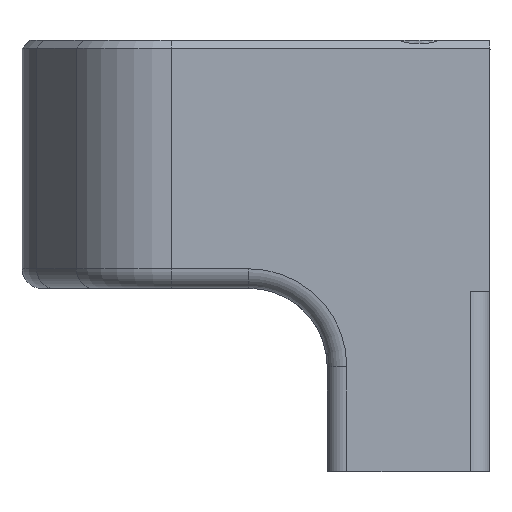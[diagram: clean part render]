
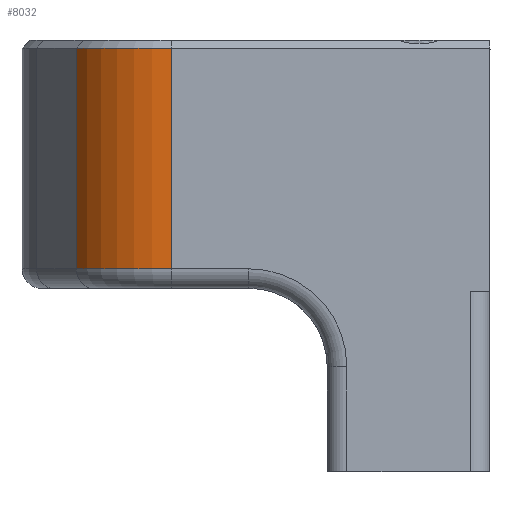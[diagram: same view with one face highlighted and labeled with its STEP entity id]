
A CAD part, front view. The second image highlights one B-rep face of the part: STEP entity #8032.
In plain terms, the highlighted cylindrical face has radius 5.6 mm (diameter 11.2 mm), a partial arc.
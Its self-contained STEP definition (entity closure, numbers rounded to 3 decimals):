
#299 = PLANE('',#300);
#300 = AXIS2_PLACEMENT_3D('',#301,#302,#303);
#301 = CARTESIAN_POINT('',(-29.1,-55.904,
    0.001));
#302 = DIRECTION('',(0.,1.,0.));
#303 = DIRECTION('',(1.,0.,0.));
#2053 = VERTEX_POINT('',#2054);
#2054 = CARTESIAN_POINT('',(-48.944,-55.904,
    10.351));
#2080 = EDGE_CURVE('',#2053,#2081,#2083,.T.);
#2081 = VERTEX_POINT('',#2082);
#2082 = CARTESIAN_POINT('',(-48.944,-55.904,
    21.601));
#2083 = SURFACE_CURVE('',#2084,(#2088,#2095),.PCURVE_S1.);
#2084 = LINE('',#2085,#2086);
#2085 = CARTESIAN_POINT('',(-48.944,-55.904,
    4.676));
#2086 = VECTOR('',#2087,1.);
#2087 = DIRECTION('',(0.,0.,1.));
#2088 = PCURVE('',#299,#2089);
#2089 = DEFINITIONAL_REPRESENTATION('',(#2090),#2094);
#2090 = LINE('',#2091,#2092);
#2091 = CARTESIAN_POINT('',(-19.844,-4.675));
#2092 = VECTOR('',#2093,1.);
#2093 = DIRECTION('',(0.,-1.));
#2094 = ( GEOMETRIC_REPRESENTATION_CONTEXT(2) 
PARAMETRIC_REPRESENTATION_CONTEXT() REPRESENTATION_CONTEXT('2D SPACE',''
  ) );
#2095 = PCURVE('',#2096,#2101);
#2096 = CYLINDRICAL_SURFACE('',#2097,5.6);
#2097 = AXIS2_PLACEMENT_3D('',#2098,#2099,#2100);
#2098 = CARTESIAN_POINT('',(-48.944,-50.304,
    4.676));
#2099 = DIRECTION('',(0.,0.,1.));
#2100 = DIRECTION('',(-0.5,-0.866,0.));
#2101 = DEFINITIONAL_REPRESENTATION('',(#2102),#2106);
#2102 = LINE('',#2103,#2104);
#2103 = CARTESIAN_POINT('',(0.524,0.));
#2104 = VECTOR('',#2105,1.);
#2105 = DIRECTION('',(0.,1.));
#2106 = ( GEOMETRIC_REPRESENTATION_CONTEXT(2) 
PARAMETRIC_REPRESENTATION_CONTEXT() REPRESENTATION_CONTEXT('2D SPACE',''
  ) );
#6203 = CONICAL_SURFACE('',#6204,5.4,0.785);
#6204 = AXIS2_PLACEMENT_3D('',#6205,#6206,#6207);
#6205 = CARTESIAN_POINT('',(-48.944,-50.304,
    21.801));
#6206 = DIRECTION('',(0.,0.,-1.));
#6207 = DIRECTION('',(-0.5,-0.866,0.));
#8032 = ADVANCED_FACE('',(#8033),#2096,.T.);
#8033 = FACE_BOUND('',#8034,.T.);
#8034 = EDGE_LOOP('',(#8035,#8064,#8065,#8089));
#8035 = ORIENTED_EDGE('',*,*,#8036,.F.);
#8036 = EDGE_CURVE('',#2053,#8037,#8039,.T.);
#8037 = VERTEX_POINT('',#8038);
#8038 = CARTESIAN_POINT('',(-53.794,-53.104,
    10.351));
#8039 = SURFACE_CURVE('',#8040,(#8045,#8052),.PCURVE_S1.);
#8040 = CIRCLE('',#8041,5.6);
#8041 = AXIS2_PLACEMENT_3D('',#8042,#8043,#8044);
#8042 = CARTESIAN_POINT('',(-48.944,-50.304,
    10.351));
#8043 = DIRECTION('',(0.,0.,-1.));
#8044 = DIRECTION('',(-0.5,-0.866,0.));
#8045 = PCURVE('',#2096,#8046);
#8046 = DEFINITIONAL_REPRESENTATION('',(#8047),#8051);
#8047 = LINE('',#8048,#8049);
#8048 = CARTESIAN_POINT('',(6.283,5.675));
#8049 = VECTOR('',#8050,1.);
#8050 = DIRECTION('',(-1.,0.));
#8051 = ( GEOMETRIC_REPRESENTATION_CONTEXT(2) 
PARAMETRIC_REPRESENTATION_CONTEXT() REPRESENTATION_CONTEXT('2D SPACE',''
  ) );
#8052 = PCURVE('',#8053,#8058);
#8053 = TOROIDAL_SURFACE('',#8054,4.6,1.);
#8054 = AXIS2_PLACEMENT_3D('',#8055,#8056,#8057);
#8055 = CARTESIAN_POINT('',(-48.944,-50.304,
    10.351));
#8056 = DIRECTION('',(0.,0.,1.));
#8057 = DIRECTION('',(0.,-1.,0.));
#8058 = DEFINITIONAL_REPRESENTATION('',(#8059),#8063);
#8059 = LINE('',#8060,#8061);
#8060 = CARTESIAN_POINT('',(12.043,6.283));
#8061 = VECTOR('',#8062,1.);
#8062 = DIRECTION('',(-1.,0.));
#8063 = ( GEOMETRIC_REPRESENTATION_CONTEXT(2) 
PARAMETRIC_REPRESENTATION_CONTEXT() REPRESENTATION_CONTEXT('2D SPACE',''
  ) );
#8064 = ORIENTED_EDGE('',*,*,#2080,.T.);
#8065 = ORIENTED_EDGE('',*,*,#8066,.F.);
#8066 = EDGE_CURVE('',#8067,#2081,#8069,.T.);
#8067 = VERTEX_POINT('',#8068);
#8068 = CARTESIAN_POINT('',(-53.794,-53.104,
    21.601));
#8069 = SURFACE_CURVE('',#8070,(#8075,#8082),.PCURVE_S1.);
#8070 = CIRCLE('',#8071,5.6);
#8071 = AXIS2_PLACEMENT_3D('',#8072,#8073,#8074);
#8072 = CARTESIAN_POINT('',(-48.944,-50.304,
    21.601));
#8073 = DIRECTION('',(0.,0.,1.));
#8074 = DIRECTION('',(-0.5,-0.866,0.));
#8075 = PCURVE('',#2096,#8076);
#8076 = DEFINITIONAL_REPRESENTATION('',(#8077),#8081);
#8077 = LINE('',#8078,#8079);
#8078 = CARTESIAN_POINT('',(-6.283,16.925));
#8079 = VECTOR('',#8080,1.);
#8080 = DIRECTION('',(1.,0.));
#8081 = ( GEOMETRIC_REPRESENTATION_CONTEXT(2) 
PARAMETRIC_REPRESENTATION_CONTEXT() REPRESENTATION_CONTEXT('2D SPACE',''
  ) );
#8082 = PCURVE('',#6203,#8083);
#8083 = DEFINITIONAL_REPRESENTATION('',(#8084),#8088);
#8084 = LINE('',#8085,#8086);
#8085 = CARTESIAN_POINT('',(6.283,0.2));
#8086 = VECTOR('',#8087,1.);
#8087 = DIRECTION('',(-1.,0.));
#8088 = ( GEOMETRIC_REPRESENTATION_CONTEXT(2) 
PARAMETRIC_REPRESENTATION_CONTEXT() REPRESENTATION_CONTEXT('2D SPACE',''
  ) );
#8089 = ORIENTED_EDGE('',*,*,#8090,.T.);
#8090 = EDGE_CURVE('',#8067,#8037,#8091,.T.);
#8091 = SURFACE_CURVE('',#8092,(#8096,#8103),.PCURVE_S1.);
#8092 = LINE('',#8093,#8094);
#8093 = CARTESIAN_POINT('',(-53.794,-53.104,
    4.676));
#8094 = VECTOR('',#8095,1.);
#8095 = DIRECTION('',(0.,0.,-1.));
#8096 = PCURVE('',#2096,#8097);
#8097 = DEFINITIONAL_REPRESENTATION('',(#8098),#8102);
#8098 = LINE('',#8099,#8100);
#8099 = CARTESIAN_POINT('',(-0.524,0.));
#8100 = VECTOR('',#8101,1.);
#8101 = DIRECTION('',(0.,-1.));
#8102 = ( GEOMETRIC_REPRESENTATION_CONTEXT(2) 
PARAMETRIC_REPRESENTATION_CONTEXT() REPRESENTATION_CONTEXT('2D SPACE',''
  ) );
#8103 = PCURVE('',#8104,#8109);
#8104 = PLANE('',#8105);
#8105 = AXIS2_PLACEMENT_3D('',#8106,#8107,#8108);
#8106 = CARTESIAN_POINT('',(-55.613,-49.954,
    9.351));
#8107 = DIRECTION('',(-0.866,-0.5,0.));
#8108 = DIRECTION('',(0.5,-0.866,0.));
#8109 = DEFINITIONAL_REPRESENTATION('',(#8110),#8114);
#8110 = LINE('',#8111,#8112);
#8111 = CARTESIAN_POINT('',(3.637,-4.675));
#8112 = VECTOR('',#8113,1.);
#8113 = DIRECTION('',(0.,-1.));
#8114 = ( GEOMETRIC_REPRESENTATION_CONTEXT(2) 
PARAMETRIC_REPRESENTATION_CONTEXT() REPRESENTATION_CONTEXT('2D SPACE',''
  ) );
